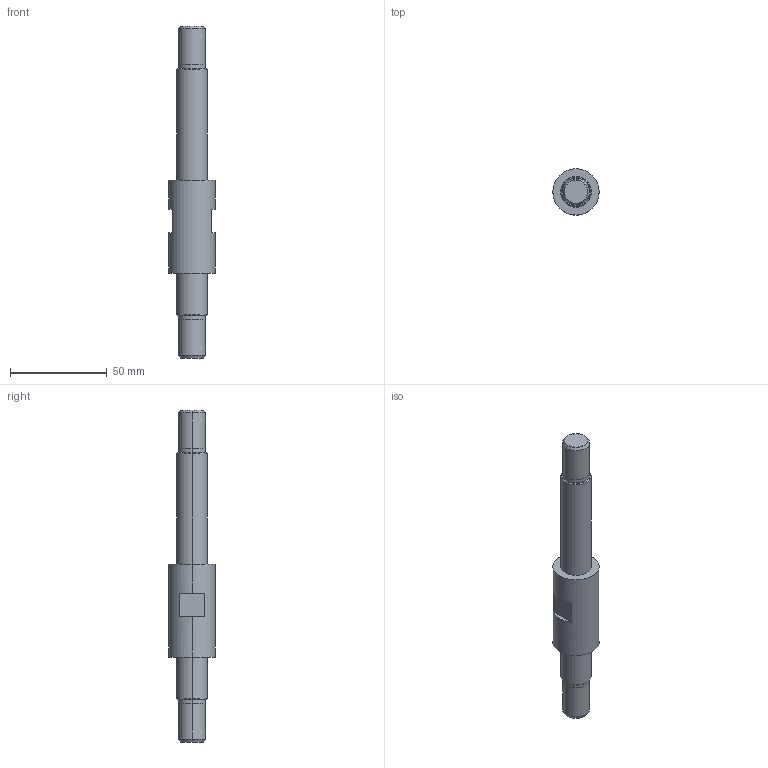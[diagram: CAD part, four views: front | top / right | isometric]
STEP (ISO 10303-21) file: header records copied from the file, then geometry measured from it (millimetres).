
FILE_DESCRIPTION((''),'2;1');
FILE_NAME('JGA00238_AXE_VERIN_D16','2021-08-06T',('Jocelyn'),(''),'PRO/ENGINEER BY PARAMETRIC TECHNOLOGY CORPORATION, 2017170','PRO/ENGINEER BY PARAMETRIC TECHNOLOGY CORPORATION, 2017170','');
FILE_SCHEMA(('CONFIG_CONTROL_DESIGN'));
Length unit declared in the file: millimetre
Products named in the file (1): JGA00238_AXE_VERIN_D16
Bounding box: 24 x 24 x 172 mm (x, y, z)
Volume: 44073.7 mm3; surface area: 12032.5 mm2
Topology: 1 solids, 3 shells, 36 faces, 80 edges, 52 vertices
Faces by surface type: plane 14, cylinder 14, cone 8
Entity records: 1061 total; most frequent: DIRECTION 202, CARTESIAN_POINT 169, ORIENTED_EDGE 152, AXIS2_PLACEMENT_3D 85, EDGE_CURVE 80, VERTEX_POINT 52, CIRCLE 48, EDGE_LOOP 42
